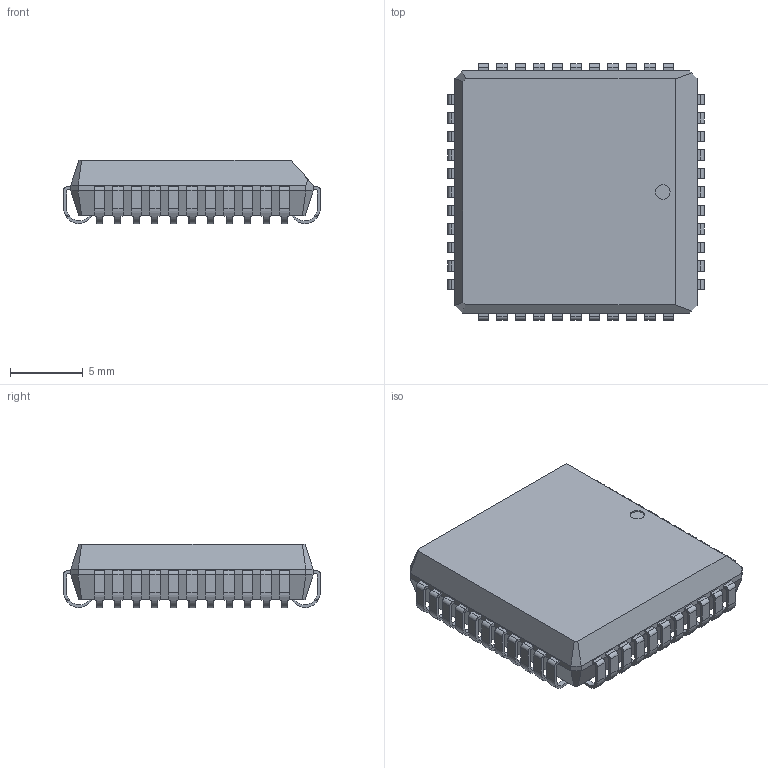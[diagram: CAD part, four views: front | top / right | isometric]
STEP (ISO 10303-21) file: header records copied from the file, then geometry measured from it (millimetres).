
FILE_DESCRIPTION (( 'STEP AP214' ), '1' );
FILE_NAME ('User Library-PLCC44-1.STEP', '2020-11-10T18:55:56', ( '' ), ( '' ), 'SwSTEP 2.0', 'SolidWorks 2020', '' );
FILE_SCHEMA (( 'AUTOMOTIVE_DESIGN' ));
Length unit declared in the file: millimetre
Products named in the file (1): User Library-PLCC44-1
Bounding box: 17.6 x 17.6 x 4.34 mm (x, y, z)
Volume: 994.1 mm3; surface area: 1005.5 mm2
Topology: 1 solids, 1 shells, 665 faces, 1974 edges, 1312 vertices
Faces by surface type: plane 465, cylinder 200
Entity records: 22855 total; most frequent: CARTESIAN_POINT 4480, ORIENTED_EDGE 3948, DIRECTION 3706, EDGE_CURVE 1974, VERTEX_POINT 1312, AXIS2_PLACEMENT_3D 1242, VECTOR 1222, LINE 1222
